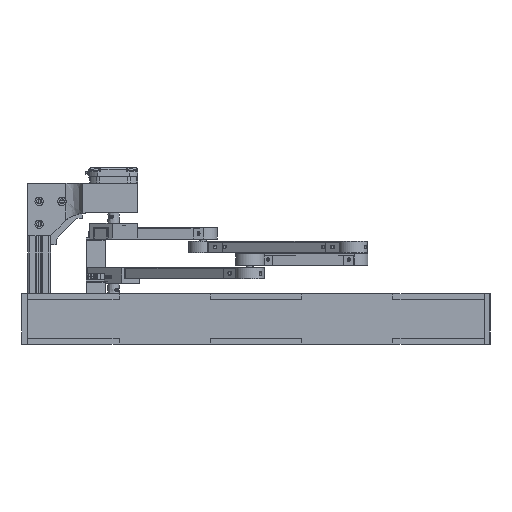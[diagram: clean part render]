
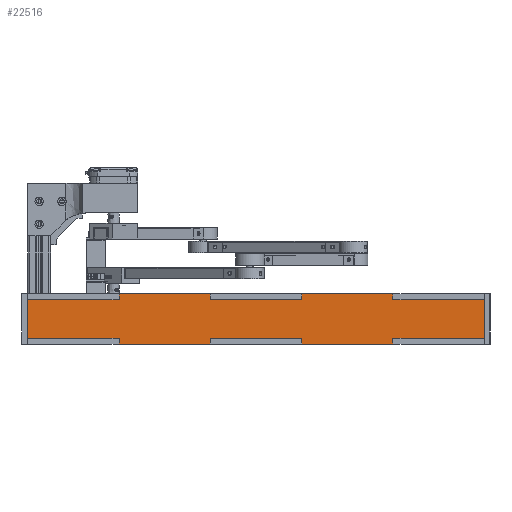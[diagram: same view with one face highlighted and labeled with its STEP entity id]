
A CAD part, left-side view. The second image highlights one B-rep face of the part: STEP entity #22516.
In plain terms, the highlighted free-form (B-spline) face has degree [1, 1] with [2, 2] control points.
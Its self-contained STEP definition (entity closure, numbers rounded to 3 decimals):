
#21970 = VERTEX_POINT('',#21971);
#21971 = CARTESIAN_POINT('',(-304.309,-143.204,0.));
#21976 = EDGE_CURVE('',#21970,#21977,#21979,.T.);
#21977 = VERTEX_POINT('',#21978);
#21978 = CARTESIAN_POINT('',(-304.309,-47.735,0.));
#21979 = B_SPLINE_CURVE_WITH_KNOTS('',1,(#21980,#21981),.UNSPECIFIED.,
  .F.,.F.,(2,2),(-320.,-240.),.PIECEWISE_BEZIER_KNOTS.);
#21980 = CARTESIAN_POINT('',(-304.309,-143.204,0.));
#21981 = CARTESIAN_POINT('',(-304.309,-47.735,0.));
#22004 = VERTEX_POINT('',#22005);
#22005 = CARTESIAN_POINT('',(-304.309,-143.204,
    5.967));
#22010 = EDGE_CURVE('',#22004,#21970,#22011,.T.);
#22011 = B_SPLINE_CURVE_WITH_KNOTS('',1,(#22012,#22013),.UNSPECIFIED.,
  .F.,.F.,(2,2),(-5.,0.),.PIECEWISE_BEZIER_KNOTS.);
#22012 = CARTESIAN_POINT('',(-304.309,-143.204,
    5.967));
#22013 = CARTESIAN_POINT('',(-304.309,-143.204,0.));
#22032 = VERTEX_POINT('',#22033);
#22033 = CARTESIAN_POINT('',(-304.309,-238.674,
    5.967));
#22038 = EDGE_CURVE('',#22032,#22004,#22039,.T.);
#22039 = B_SPLINE_CURVE_WITH_KNOTS('',1,(#22040,#22041),.UNSPECIFIED.,
  .F.,.F.,(2,2),(-80.,0.),.PIECEWISE_BEZIER_KNOTS.);
#22040 = CARTESIAN_POINT('',(-304.309,-238.674,
    5.967));
#22041 = CARTESIAN_POINT('',(-304.309,-143.204,
    5.967));
#22060 = VERTEX_POINT('',#22061);
#22061 = CARTESIAN_POINT('',(-304.309,-238.674,
    46.541));
#22066 = EDGE_CURVE('',#22060,#22032,#22067,.T.);
#22067 = B_SPLINE_CURVE_WITH_KNOTS('',1,(#22068,#22069),.UNSPECIFIED.,
  .F.,.F.,(2,2),(-39.,-5.),.PIECEWISE_BEZIER_KNOTS.);
#22068 = CARTESIAN_POINT('',(-304.309,-238.674,
    46.541));
#22069 = CARTESIAN_POINT('',(-304.309,-238.674,
    5.967));
#22088 = VERTEX_POINT('',#22089);
#22089 = CARTESIAN_POINT('',(-304.309,-143.204,
    46.541));
#22094 = EDGE_CURVE('',#22088,#22060,#22095,.T.);
#22095 = B_SPLINE_CURVE_WITH_KNOTS('',1,(#22096,#22097),.UNSPECIFIED.,
  .F.,.F.,(2,2),(0.,80.),.PIECEWISE_BEZIER_KNOTS.);
#22096 = CARTESIAN_POINT('',(-304.309,-143.204,
    46.541));
#22097 = CARTESIAN_POINT('',(-304.309,-238.674,
    46.541));
#22116 = VERTEX_POINT('',#22117);
#22117 = CARTESIAN_POINT('',(-304.309,-143.204,
    52.508));
#22122 = EDGE_CURVE('',#22116,#22088,#22123,.T.);
#22123 = B_SPLINE_CURVE_WITH_KNOTS('',1,(#22124,#22125),.UNSPECIFIED.,
  .F.,.F.,(2,2),(-5.,0.),.PIECEWISE_BEZIER_KNOTS.);
#22124 = CARTESIAN_POINT('',(-304.309,-143.204,
    52.508));
#22125 = CARTESIAN_POINT('',(-304.309,-143.204,
    46.541));
#22144 = VERTEX_POINT('',#22145);
#22145 = CARTESIAN_POINT('',(-304.309,-47.735,
    52.508));
#22150 = EDGE_CURVE('',#22144,#22116,#22151,.T.);
#22151 = B_SPLINE_CURVE_WITH_KNOTS('',1,(#22152,#22153),.UNSPECIFIED.,
  .F.,.F.,(2,2),(-160.,-80.),.PIECEWISE_BEZIER_KNOTS.);
#22152 = CARTESIAN_POINT('',(-304.309,-47.735,
    52.508));
#22153 = CARTESIAN_POINT('',(-304.309,-143.204,
    52.508));
#22172 = VERTEX_POINT('',#22173);
#22173 = CARTESIAN_POINT('',(-304.309,-47.735,
    46.541));
#22178 = EDGE_CURVE('',#22172,#22144,#22179,.T.);
#22179 = B_SPLINE_CURVE_WITH_KNOTS('',1,(#22180,#22181),.UNSPECIFIED.,
  .F.,.F.,(2,2),(0.,5.),.PIECEWISE_BEZIER_KNOTS.);
#22180 = CARTESIAN_POINT('',(-304.309,-47.735,
    46.541));
#22181 = CARTESIAN_POINT('',(-304.309,-47.735,
    52.508));
#22200 = VERTEX_POINT('',#22201);
#22201 = CARTESIAN_POINT('',(-304.309,47.735,
    46.541));
#22206 = EDGE_CURVE('',#22200,#22172,#22207,.T.);
#22207 = B_SPLINE_CURVE_WITH_KNOTS('',1,(#22208,#22209),.UNSPECIFIED.,
  .F.,.F.,(2,2),(-80.,0.),.PIECEWISE_BEZIER_KNOTS.);
#22208 = CARTESIAN_POINT('',(-304.309,47.735,
    46.541));
#22209 = CARTESIAN_POINT('',(-304.309,-47.735,
    46.541));
#22228 = VERTEX_POINT('',#22229);
#22229 = CARTESIAN_POINT('',(-304.309,47.735,
    52.508));
#22234 = EDGE_CURVE('',#22228,#22200,#22235,.T.);
#22235 = B_SPLINE_CURVE_WITH_KNOTS('',1,(#22236,#22237),.UNSPECIFIED.,
  .F.,.F.,(2,2),(-5.,0.),.PIECEWISE_BEZIER_KNOTS.);
#22236 = CARTESIAN_POINT('',(-304.309,47.735,
    52.508));
#22237 = CARTESIAN_POINT('',(-304.309,47.735,
    46.541));
#22256 = VERTEX_POINT('',#22257);
#22257 = CARTESIAN_POINT('',(-304.309,143.204,
    52.508));
#22262 = EDGE_CURVE('',#22256,#22228,#22263,.T.);
#22263 = B_SPLINE_CURVE_WITH_KNOTS('',1,(#22264,#22265),.UNSPECIFIED.,
  .F.,.F.,(2,2),(-320.,-240.),.PIECEWISE_BEZIER_KNOTS.);
#22264 = CARTESIAN_POINT('',(-304.309,143.204,
    52.508));
#22265 = CARTESIAN_POINT('',(-304.309,47.735,
    52.508));
#22284 = VERTEX_POINT('',#22285);
#22285 = CARTESIAN_POINT('',(-304.309,143.204,
    46.541));
#22290 = EDGE_CURVE('',#22284,#22256,#22291,.T.);
#22291 = B_SPLINE_CURVE_WITH_KNOTS('',1,(#22292,#22293),.UNSPECIFIED.,
  .F.,.F.,(2,2),(0.,5.),.PIECEWISE_BEZIER_KNOTS.);
#22292 = CARTESIAN_POINT('',(-304.309,143.204,
    46.541));
#22293 = CARTESIAN_POINT('',(-304.309,143.204,
    52.508));
#22312 = VERTEX_POINT('',#22313);
#22313 = CARTESIAN_POINT('',(-304.309,238.674,
    46.541));
#22318 = EDGE_CURVE('',#22312,#22284,#22319,.T.);
#22319 = B_SPLINE_CURVE_WITH_KNOTS('',1,(#22320,#22321),.UNSPECIFIED.,
  .F.,.F.,(2,2),(-80.,0.),.PIECEWISE_BEZIER_KNOTS.);
#22320 = CARTESIAN_POINT('',(-304.309,238.674,
    46.541));
#22321 = CARTESIAN_POINT('',(-304.309,143.204,
    46.541));
#22340 = VERTEX_POINT('',#22341);
#22341 = CARTESIAN_POINT('',(-304.309,238.674,
    5.967));
#22346 = EDGE_CURVE('',#22340,#22312,#22347,.T.);
#22347 = B_SPLINE_CURVE_WITH_KNOTS('',1,(#22348,#22349),.UNSPECIFIED.,
  .F.,.F.,(2,2),(-39.,-5.),.PIECEWISE_BEZIER_KNOTS.);
#22348 = CARTESIAN_POINT('',(-304.309,238.674,
    5.967));
#22349 = CARTESIAN_POINT('',(-304.309,238.674,
    46.541));
#22368 = VERTEX_POINT('',#22369);
#22369 = CARTESIAN_POINT('',(-304.309,143.204,
    5.967));
#22374 = EDGE_CURVE('',#22368,#22340,#22375,.T.);
#22375 = B_SPLINE_CURVE_WITH_KNOTS('',1,(#22376,#22377),.UNSPECIFIED.,
  .F.,.F.,(2,2),(0.,80.),.PIECEWISE_BEZIER_KNOTS.);
#22376 = CARTESIAN_POINT('',(-304.309,143.204,
    5.967));
#22377 = CARTESIAN_POINT('',(-304.309,238.674,
    5.967));
#22396 = VERTEX_POINT('',#22397);
#22397 = CARTESIAN_POINT('',(-304.309,143.204,0.));
#22402 = EDGE_CURVE('',#22396,#22368,#22403,.T.);
#22403 = B_SPLINE_CURVE_WITH_KNOTS('',1,(#22404,#22405),.UNSPECIFIED.,
  .F.,.F.,(2,2),(0.,5.),.PIECEWISE_BEZIER_KNOTS.);
#22404 = CARTESIAN_POINT('',(-304.309,143.204,0.));
#22405 = CARTESIAN_POINT('',(-304.309,143.204,
    5.967));
#22424 = VERTEX_POINT('',#22425);
#22425 = CARTESIAN_POINT('',(-304.309,47.735,0.));
#22430 = EDGE_CURVE('',#22424,#22396,#22431,.T.);
#22431 = B_SPLINE_CURVE_WITH_KNOTS('',1,(#22432,#22433),.UNSPECIFIED.,
  .F.,.F.,(2,2),(-160.,-80.),.PIECEWISE_BEZIER_KNOTS.);
#22432 = CARTESIAN_POINT('',(-304.309,47.735,0.));
#22433 = CARTESIAN_POINT('',(-304.309,143.204,0.));
#22452 = VERTEX_POINT('',#22453);
#22453 = CARTESIAN_POINT('',(-304.309,47.735,
    5.967));
#22458 = EDGE_CURVE('',#22452,#22424,#22459,.T.);
#22459 = B_SPLINE_CURVE_WITH_KNOTS('',1,(#22460,#22461),.UNSPECIFIED.,
  .F.,.F.,(2,2),(-5.,0.),.PIECEWISE_BEZIER_KNOTS.);
#22460 = CARTESIAN_POINT('',(-304.309,47.735,
    5.967));
#22461 = CARTESIAN_POINT('',(-304.309,47.735,0.));
#22480 = VERTEX_POINT('',#22481);
#22481 = CARTESIAN_POINT('',(-304.309,-47.735,
    5.967));
#22486 = EDGE_CURVE('',#22480,#22452,#22487,.T.);
#22487 = B_SPLINE_CURVE_WITH_KNOTS('',1,(#22488,#22489),.UNSPECIFIED.,
  .F.,.F.,(2,2),(0.,80.),.PIECEWISE_BEZIER_KNOTS.);
#22488 = CARTESIAN_POINT('',(-304.309,-47.735,
    5.967));
#22489 = CARTESIAN_POINT('',(-304.309,47.735,
    5.967));
#22506 = EDGE_CURVE('',#21977,#22480,#22507,.T.);
#22507 = B_SPLINE_CURVE_WITH_KNOTS('',1,(#22508,#22509),.UNSPECIFIED.,
  .F.,.F.,(2,2),(0.,5.),.PIECEWISE_BEZIER_KNOTS.);
#22508 = CARTESIAN_POINT('',(-304.309,-47.735,0.));
#22509 = CARTESIAN_POINT('',(-304.309,-47.735,
    5.967));
#22516 = ADVANCED_FACE('',(#22517),#22539,.F.);
#22517 = FACE_BOUND('',#22518,.T.);
#22518 = EDGE_LOOP('',(#22519,#22520,#22521,#22522,#22523,#22524,#22525,
    #22526,#22527,#22528,#22529,#22530,#22531,#22532,#22533,#22534,
    #22535,#22536,#22537,#22538));
#22519 = ORIENTED_EDGE('',*,*,#22506,.F.);
#22520 = ORIENTED_EDGE('',*,*,#21976,.F.);
#22521 = ORIENTED_EDGE('',*,*,#22010,.F.);
#22522 = ORIENTED_EDGE('',*,*,#22038,.F.);
#22523 = ORIENTED_EDGE('',*,*,#22066,.F.);
#22524 = ORIENTED_EDGE('',*,*,#22094,.F.);
#22525 = ORIENTED_EDGE('',*,*,#22122,.F.);
#22526 = ORIENTED_EDGE('',*,*,#22150,.F.);
#22527 = ORIENTED_EDGE('',*,*,#22178,.F.);
#22528 = ORIENTED_EDGE('',*,*,#22206,.F.);
#22529 = ORIENTED_EDGE('',*,*,#22234,.F.);
#22530 = ORIENTED_EDGE('',*,*,#22262,.F.);
#22531 = ORIENTED_EDGE('',*,*,#22290,.F.);
#22532 = ORIENTED_EDGE('',*,*,#22318,.F.);
#22533 = ORIENTED_EDGE('',*,*,#22346,.F.);
#22534 = ORIENTED_EDGE('',*,*,#22374,.F.);
#22535 = ORIENTED_EDGE('',*,*,#22402,.F.);
#22536 = ORIENTED_EDGE('',*,*,#22430,.F.);
#22537 = ORIENTED_EDGE('',*,*,#22458,.F.);
#22538 = ORIENTED_EDGE('',*,*,#22486,.F.);
#22539 = B_SPLINE_SURFACE_WITH_KNOTS('',1,1,(
    (#22540,#22541)
    ,(#22542,#22543
    )),.UNSPECIFIED.,.F.,.F.,.F.,(2,2),(2,2),(-22.,22.),(-200.,200.),
  .PIECEWISE_BEZIER_KNOTS.);
#22540 = CARTESIAN_POINT('',(-304.309,-238.674,
    52.508));
#22541 = CARTESIAN_POINT('',(-304.309,238.674,
    52.508));
#22542 = CARTESIAN_POINT('',(-304.309,-238.674,0.));
#22543 = CARTESIAN_POINT('',(-304.309,238.674,0.));
